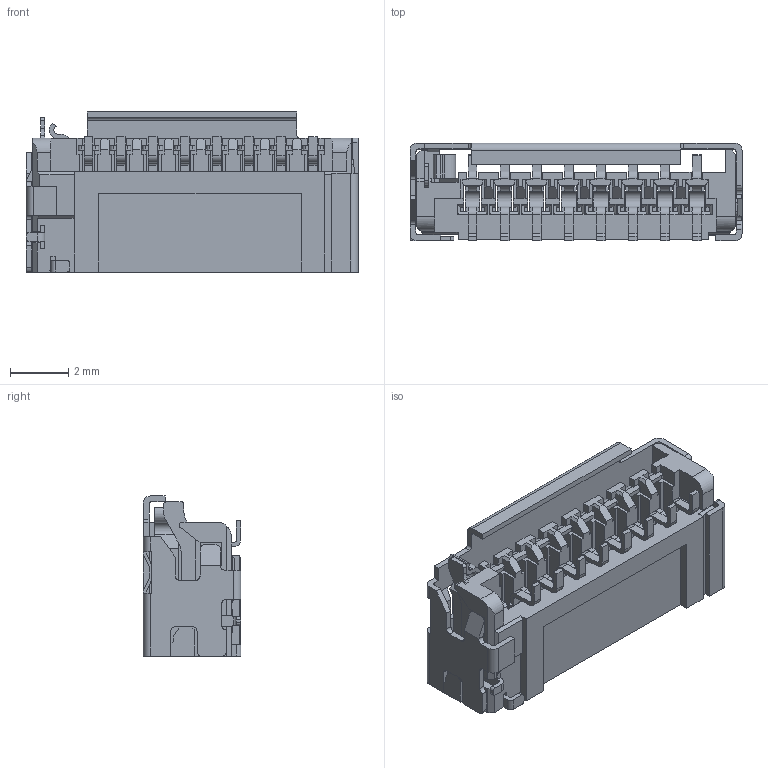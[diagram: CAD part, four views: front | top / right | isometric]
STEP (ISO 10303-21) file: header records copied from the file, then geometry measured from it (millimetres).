
FILE_DESCRIPTION (( 'STEP AP214' ), '1' );
FILE_NAME ('473093351.STEP', '2018-04-17T16:29:26', ( '' ), ( '' ), 'SwSTEP 2.0', 'SolidWorks 2016', '' );
FILE_SCHEMA (( 'AUTOMOTIVE_DESIGN' ));
Length unit declared in the file: millimetre
Products named in the file (1): 473093351
Bounding box: 11.4 x 3.35 x 5.5 mm (x, y, z)
Volume: 84.7 mm3; surface area: 545.4 mm2
Topology: 2 solids, 2 shells, 877 faces, 2643 edges, 1724 vertices
Faces by surface type: plane 702, cylinder 175
Entity records: 39021 total; most frequent: ORIENTED_EDGE 5286, CARTESIAN_POINT 5273, DIRECTION 4731, EDGE_CURVE 2643, VECTOR 2279, LINE 2279, VERTEX_POINT 1724, AXIS2_PLACEMENT_3D 1226
